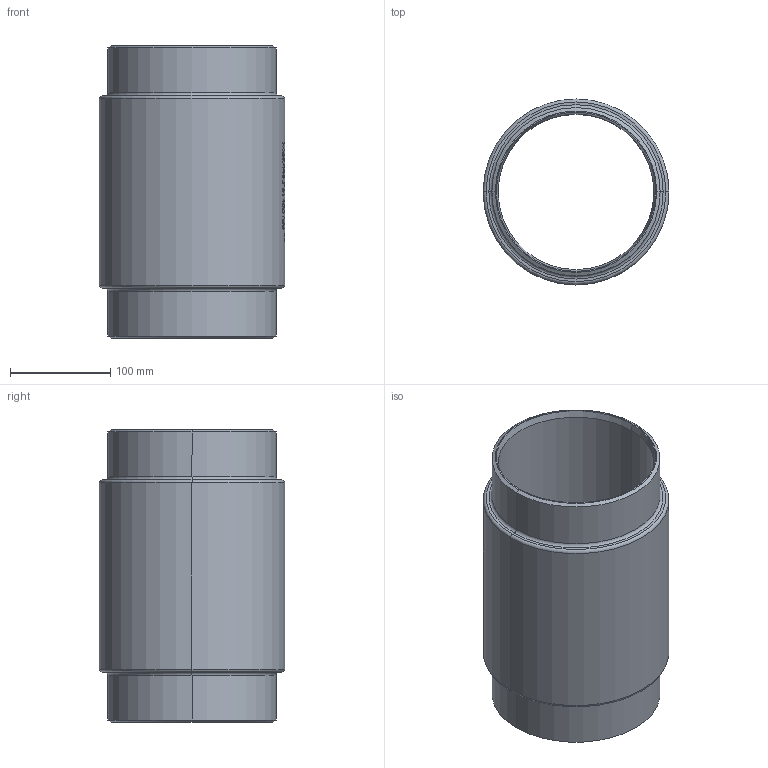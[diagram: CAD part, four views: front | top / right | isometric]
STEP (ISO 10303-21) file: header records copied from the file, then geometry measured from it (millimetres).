
FILE_DESCRIPTION (( 'STEP AP214' ), '1' );
FILE_NAME ('7110000_DN150_ PN06 51420126.STEP', '2022-03-18T10:47:42', ( 'axxx' ), ( 'Hewlett-Packard Company' ), 'SwSTEP 2.0', 'SolidWorks 2019', '' );
FILE_SCHEMA (( 'AUTOMOTIVE_DESIGN' ));
Length unit declared in the file: millimetre
Products named in the file (1): 7110000_DN150_ PN06 51420126
Bounding box: 185.7 x 185.7 x 292 mm (x, y, z)
Volume: 1853181.1 mm3; surface area: 323396.6 mm2
Topology: 1 solids, 1 shells, 499 faces, 1283 edges, 850 vertices
Faces by surface type: plane 244, bspline 211, cylinder 28, torus 8, cone 8
Entity records: 28018 total; most frequent: CARTESIAN_POINT 17320, ORIENTED_EDGE 2566, DIRECTION 1494, EDGE_CURVE 1283, VERTEX_POINT 850, VECTOR 712, LINE 712, EDGE_LOOP 565
